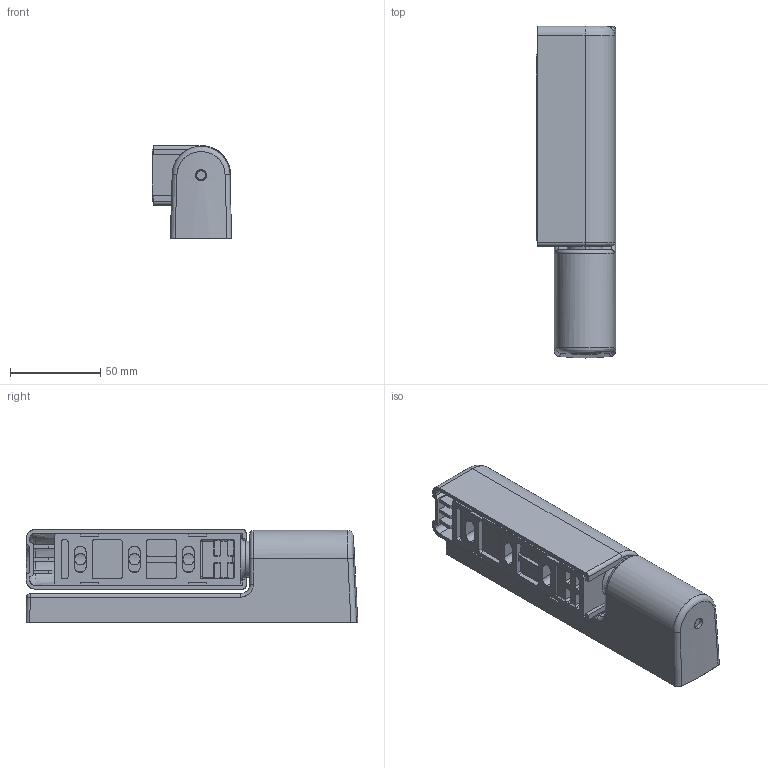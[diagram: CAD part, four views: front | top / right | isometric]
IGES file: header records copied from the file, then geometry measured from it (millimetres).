
Start section: SolidWorks IGES file using analytic representation for surfaces
Global section: file name: FB-744-0.IGS; native system: SolidWorks 2014; preprocessor: SolidWorks 2014; author: 1337yo; date: 160822.140501; units: millimetre
Bounding box: 44 x 184 x 51.5 mm (x, y, z)
Surface area: 105110.9 mm2 (no closed solid volume)
Topology: 0 solids, 0 shells, 433 faces, 4759 edges, 4758 vertices
Faces by surface type: bspline 260, revolution 173
